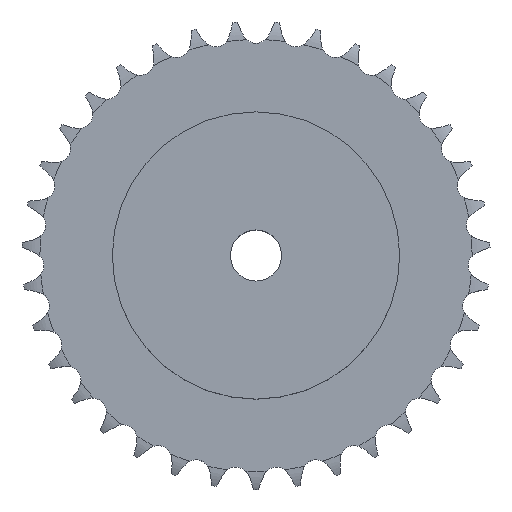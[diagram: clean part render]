
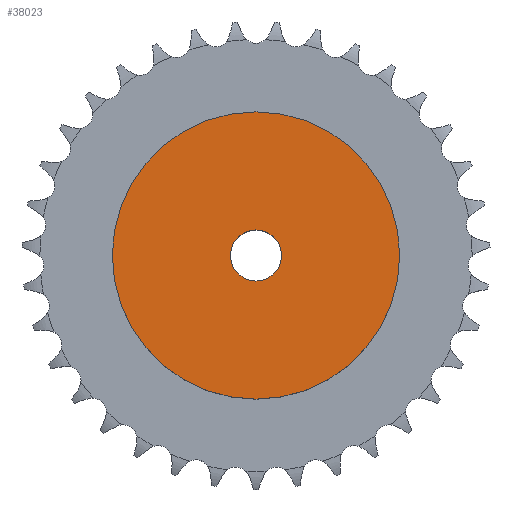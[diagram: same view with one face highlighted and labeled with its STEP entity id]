
A CAD part, top view. The second image highlights one B-rep face of the part: STEP entity #38023.
In plain terms, the highlighted planar face has unit normal (0, 0, 1).
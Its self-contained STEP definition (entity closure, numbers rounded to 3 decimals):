
#4407 = CYLINDRICAL_SURFACE('',#4408,45.);
#4408 = AXIS2_PLACEMENT_3D('',#4409,#4410,#4411);
#4409 = CARTESIAN_POINT('',(0.,0.,0.));
#4410 = DIRECTION('',(-0.,-0.,-1.));
#4411 = DIRECTION('',(1.,0.,0.));
#23974 = VERTEX_POINT('',#23975);
#23975 = CARTESIAN_POINT('',(45.,0.,30.));
#23996 = EDGE_CURVE('',#23974,#23974,#23997,.T.);
#23997 = SURFACE_CURVE('',#23998,(#24003,#24010),.PCURVE_S1.);
#23998 = CIRCLE('',#23999,45.);
#23999 = AXIS2_PLACEMENT_3D('',#24000,#24001,#24002);
#24000 = CARTESIAN_POINT('',(0.,0.,30.));
#24001 = DIRECTION('',(0.,0.,1.));
#24002 = DIRECTION('',(1.,0.,0.));
#24003 = PCURVE('',#4407,#24004);
#24004 = DEFINITIONAL_REPRESENTATION('',(#24005),#24009);
#24005 = LINE('',#24006,#24007);
#24006 = CARTESIAN_POINT('',(-0.,-30.));
#24007 = VECTOR('',#24008,1.);
#24008 = DIRECTION('',(-1.,0.));
#24009 = ( GEOMETRIC_REPRESENTATION_CONTEXT(2) 
PARAMETRIC_REPRESENTATION_CONTEXT() REPRESENTATION_CONTEXT('2D SPACE',''
  ) );
#24010 = PCURVE('',#24011,#24016);
#24011 = PLANE('',#24012);
#24012 = AXIS2_PLACEMENT_3D('',#24013,#24014,#24015);
#24013 = CARTESIAN_POINT('',(0.,0.,30.)
  );
#24014 = DIRECTION('',(0.,0.,1.));
#24015 = DIRECTION('',(1.,0.,0.));
#24016 = DEFINITIONAL_REPRESENTATION('',(#24017),#24021);
#24017 = CIRCLE('',#24018,45.);
#24018 = AXIS2_PLACEMENT_2D('',#24019,#24020);
#24019 = CARTESIAN_POINT('',(0.,0.));
#24020 = DIRECTION('',(1.,0.));
#24021 = ( GEOMETRIC_REPRESENTATION_CONTEXT(2) 
PARAMETRIC_REPRESENTATION_CONTEXT() REPRESENTATION_CONTEXT('2D SPACE',''
  ) );
#32266 = CYLINDRICAL_SURFACE('',#32267,8.);
#32267 = AXIS2_PLACEMENT_3D('',#32268,#32269,#32270);
#32268 = CARTESIAN_POINT('',(0.,0.,221.99));
#32269 = DIRECTION('',(0.,0.,1.));
#32270 = DIRECTION('',(1.,0.,0.));
#38023 = ADVANCED_FACE('',(#38024,#38027),#24011,.T.);
#38024 = FACE_BOUND('',#38025,.T.);
#38025 = EDGE_LOOP('',(#38026));
#38026 = ORIENTED_EDGE('',*,*,#23996,.T.);
#38027 = FACE_BOUND('',#38028,.T.);
#38028 = EDGE_LOOP('',(#38029));
#38029 = ORIENTED_EDGE('',*,*,#38030,.F.);
#38030 = EDGE_CURVE('',#38031,#38031,#38033,.T.);
#38031 = VERTEX_POINT('',#38032);
#38032 = CARTESIAN_POINT('',(8.,0.,30.));
#38033 = SURFACE_CURVE('',#38034,(#38039,#38046),.PCURVE_S1.);
#38034 = CIRCLE('',#38035,8.);
#38035 = AXIS2_PLACEMENT_3D('',#38036,#38037,#38038);
#38036 = CARTESIAN_POINT('',(0.,0.,30.));
#38037 = DIRECTION('',(0.,0.,1.));
#38038 = DIRECTION('',(1.,0.,0.));
#38039 = PCURVE('',#24011,#38040);
#38040 = DEFINITIONAL_REPRESENTATION('',(#38041),#38045);
#38041 = CIRCLE('',#38042,8.);
#38042 = AXIS2_PLACEMENT_2D('',#38043,#38044);
#38043 = CARTESIAN_POINT('',(0.,0.));
#38044 = DIRECTION('',(1.,0.));
#38045 = ( GEOMETRIC_REPRESENTATION_CONTEXT(2) 
PARAMETRIC_REPRESENTATION_CONTEXT() REPRESENTATION_CONTEXT('2D SPACE',''
  ) );
#38046 = PCURVE('',#32266,#38047);
#38047 = DEFINITIONAL_REPRESENTATION('',(#38048),#38052);
#38048 = LINE('',#38049,#38050);
#38049 = CARTESIAN_POINT('',(0.,-191.99));
#38050 = VECTOR('',#38051,1.);
#38051 = DIRECTION('',(1.,0.));
#38052 = ( GEOMETRIC_REPRESENTATION_CONTEXT(2) 
PARAMETRIC_REPRESENTATION_CONTEXT() REPRESENTATION_CONTEXT('2D SPACE',''
  ) );
